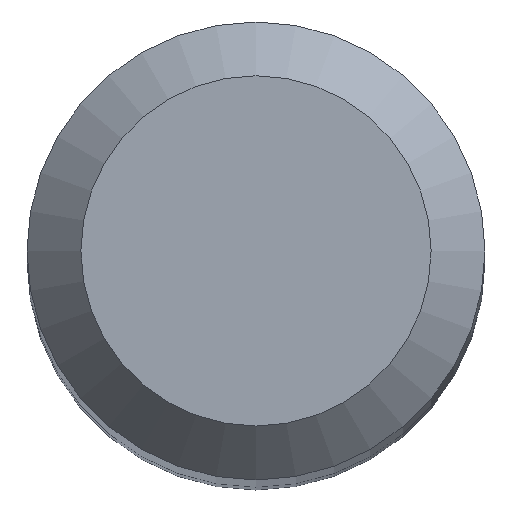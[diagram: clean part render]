
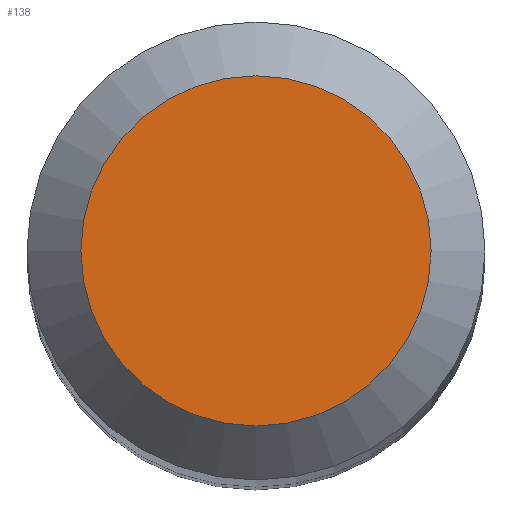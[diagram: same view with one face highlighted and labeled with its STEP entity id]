
A CAD part, top view. The second image highlights one B-rep face of the part: STEP entity #138.
In plain terms, the highlighted planar face has unit normal (0, 0, 1).
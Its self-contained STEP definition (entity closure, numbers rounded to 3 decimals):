
#11 = AXIS2_PLACEMENT_3D ( 'NONE', #155, #171, #91 ) ;
#13 = DIRECTION ( 'NONE',  ( 0., 0., -1. ) ) ;
#74 = EDGE_LOOP ( 'NONE', ( #143 ) ) ;
#91 = DIRECTION ( 'NONE',  ( 0., 1., 0. ) ) ;
#109 = FACE_OUTER_BOUND ( 'NONE', #74, .T. ) ;
#134 = EDGE_CURVE ( 'NONE', #159, #159, #190, .T. ) ;
#138 = ADVANCED_FACE ( 'NONE', ( #109 ), #156, .F. ) ;
#143 = ORIENTED_EDGE ( 'NONE', *, *, #134, .F. ) ;
#155 = CARTESIAN_POINT ( 'NONE',  ( 0., 0., 55. ) ) ;
#156 = PLANE ( 'NONE',  #200 ) ;
#159 = VERTEX_POINT ( 'NONE', #192 ) ;
#166 = CARTESIAN_POINT ( 'NONE',  ( 0., 0., 55. ) ) ;
#171 = DIRECTION ( 'NONE',  ( 0., 0., -1. ) ) ;
#190 = CIRCLE ( 'NONE', #11, 1.625 ) ;
#192 = CARTESIAN_POINT ( 'NONE',  ( 0., 1.625, 55. ) ) ;
#200 = AXIS2_PLACEMENT_3D ( 'NONE', #166, #13, #201 ) ;
#201 = DIRECTION ( 'NONE',  ( 0., 1., 0. ) ) ;
